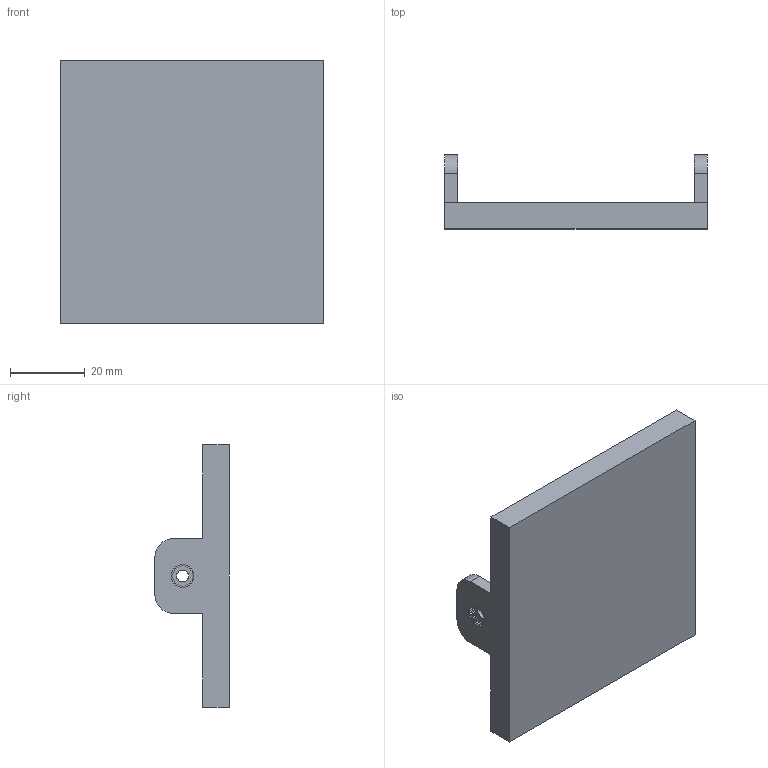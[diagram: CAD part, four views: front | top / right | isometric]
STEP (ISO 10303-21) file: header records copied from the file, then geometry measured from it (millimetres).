
FILE_DESCRIPTION(/* description */ ('CATIA V6 STEP'),/* implementation_level */ '2;1');
FILE_NAME(/* name */ 'GIM_2 v2.step',/* time_stamp */ '2025-07-18T16:49:31Z',/* author */ (''),/* organization */ (''),/* preprocessor_version */ 'ST-DEVELOPER v20.1',/* originating_system */ 'Autodesk Translation Framework v14.10.0.0',/* authorisation */ '');
FILE_SCHEMA (('AUTOMOTIVE_DESIGN { 1 0 10303 214 3 1 1 }'));
Length unit declared in the file: millimetre
Products named in the file (1): 3D Shape01077729
Bounding box: 70 x 19.8 x 70 mm (x, y, z)
Volume: 21990.9 mm3; surface area: 13818.9 mm2
Topology: 1 solids, 1 shells, 117 faces, 340 edges, 226 vertices
Faces by surface type: plane 83, cylinder 34
Full cylindrical faces by diameter (mm): 3.2 x2
Entity records: 3894 total; most frequent: CARTESIAN_POINT 684, ORIENTED_EDGE 680, DIRECTION 644, EDGE_CURVE 340, LINE 272, VECTOR 272, VERTEX_POINT 226, AXIS2_PLACEMENT_3D 186
